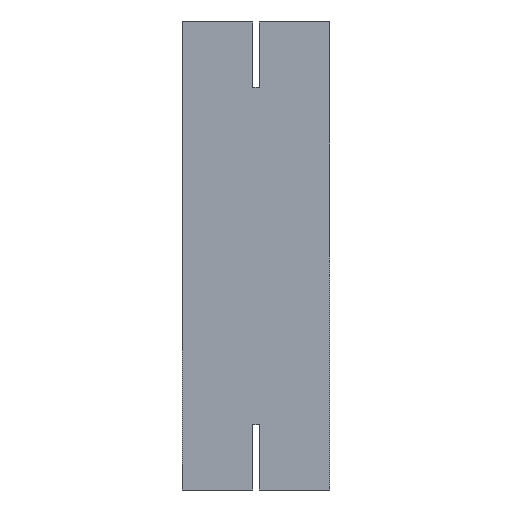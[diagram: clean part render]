
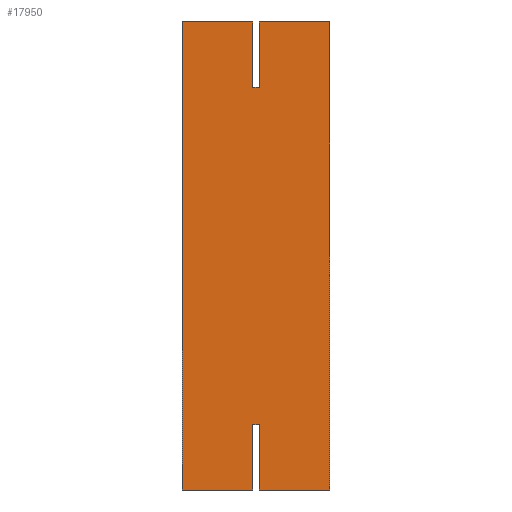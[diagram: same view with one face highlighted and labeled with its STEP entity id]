
A CAD part, left-side view. The second image highlights one B-rep face of the part: STEP entity #17950.
In plain terms, the highlighted free-form (B-spline) face has degree [1, 1] with [2, 2] control points.
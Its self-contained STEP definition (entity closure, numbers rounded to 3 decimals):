
#10 = CARTESIAN_POINT ('', (-30., 46., 100.92));
#20 = VERTEX_POINT ('', #10);
#30 = CARTESIAN_POINT ('', (-30., 44., 101.));
#40 = VERTEX_POINT ('', #30);
#50 = CARTESIAN_POINT ('', (-30., 46., 100.92));
#60 = CARTESIAN_POINT ('', (-30., 45.326, 100.974));
#70 = CARTESIAN_POINT ('', (-30., 44.659, 101.));
#80 = CARTESIAN_POINT ('', (-30., 44., 101.));
#90 = (
   BOUNDED_CURVE ()
   B_SPLINE_CURVE (3, (#50, #60, #70, #80), .UNSPECIFIED., .F., .U.)
   B_SPLINE_CURVE_WITH_KNOTS ((4, 4), (0., 1.), .UNSPECIFIED.)
   CURVE ()
   GEOMETRIC_REPRESENTATION_ITEM ()
   RATIONAL_B_SPLINE_CURVE ((0.926, 0.95, 0.974, 1.))
   REPRESENTATION_ITEM ('')
);
#100 = EDGE_CURVE ('', #20, #40, #90, .T.);
#680 = CARTESIAN_POINT ('', (-30., 42., 100.92));
#690 = VERTEX_POINT ('', #680);
#700 = CARTESIAN_POINT ('', (-30., 44., 101.));
#710 = CARTESIAN_POINT ('', (-30., 43.341, 101.));
#720 = CARTESIAN_POINT ('', (-30., 42.674, 100.974));
#730 = CARTESIAN_POINT ('', (-30., 42., 100.92));
#740 = (
   BOUNDED_CURVE ()
   B_SPLINE_CURVE (3, (#700, #710, #720, #730), .UNSPECIFIED., .F., .U.)
   B_SPLINE_CURVE_WITH_KNOTS ((4, 4), (0., 1.), .UNSPECIFIED.)
   CURVE ()
   GEOMETRIC_REPRESENTATION_ITEM ()
   RATIONAL_B_SPLINE_CURVE ((1., 0.974, 0.95, 0.926))
   REPRESENTATION_ITEM ('')
);
#750 = EDGE_CURVE ('', #40, #690, #740, .T.);
#12710 = CARTESIAN_POINT ('', (-30., 42., -100.92));
#12720 = VERTEX_POINT ('', #12710);
#12780 = CARTESIAN_POINT ('', (-30., 44., -101.));
#12790 = VERTEX_POINT ('', #12780);
#12800 = CARTESIAN_POINT ('', (-30., 42., -100.92));
#12810 = CARTESIAN_POINT ('', (-30., 42.674, -100.974));
#12820 = CARTESIAN_POINT ('', (-30., 43.341, -101.));
#12830 = CARTESIAN_POINT ('', (-30., 44., -101.));
#12840 = (
   BOUNDED_CURVE ()
   B_SPLINE_CURVE (3, (#12800, #12810, #12820, #12830), .UNSPECIFIED., .F., .U.)
   B_SPLINE_CURVE_WITH_KNOTS ((4, 4), (0., 1.), .UNSPECIFIED.)
   CURVE ()
   GEOMETRIC_REPRESENTATION_ITEM ()
   RATIONAL_B_SPLINE_CURVE ((0.926, 0.95, 0.974, 1.))
   REPRESENTATION_ITEM ('')
);
#12850 = EDGE_CURVE ('', #12720, #12790, #12840, .T.);
#12870 = CARTESIAN_POINT ('', (-30., 46., -100.92));
#12880 = VERTEX_POINT ('', #12870);
#12890 = CARTESIAN_POINT ('', (-30., 44., -101.));
#12900 = CARTESIAN_POINT ('', (-30., 44.659, -101.));
#12910 = CARTESIAN_POINT ('', (-30., 45.326, -100.974));
#12920 = CARTESIAN_POINT ('', (-30., 46., -100.92));
#12930 = (
   BOUNDED_CURVE ()
   B_SPLINE_CURVE (3, (#12890, #12900, #12910, #12920), .UNSPECIFIED., .F., .U.)
   B_SPLINE_CURVE_WITH_KNOTS ((4, 4), (0., 1.), .UNSPECIFIED.)
   CURVE ()
   GEOMETRIC_REPRESENTATION_ITEM ()
   RATIONAL_B_SPLINE_CURVE ((1., 0.974, 0.95, 0.926))
   REPRESENTATION_ITEM ('')
);
#12940 = EDGE_CURVE ('', #12790, #12880, #12930, .T.);
#14100 = CARTESIAN_POINT ('', (-30., 42., 140.));
#14110 = VERTEX_POINT ('', #14100);
#14170 = CARTESIAN_POINT ('', (-30., 0., 140.));
#14180 = VERTEX_POINT ('', #14170);
#14190 = CARTESIAN_POINT ('', (-30., 0., 140.));
#14200 = CARTESIAN_POINT ('', (-30., 42., 140.));
#14210 = B_SPLINE_CURVE_WITH_KNOTS ('', 1, (#14190, #14200), .UNSPECIFIED., .F., .U., (2, 2), (0., 1.), .UNSPECIFIED.);
#14220 = EDGE_CURVE ('', #14180, #14110, #14210, .T.);
#14390 = CARTESIAN_POINT ('', (-30., 42., 140.));
#14400 = CARTESIAN_POINT ('', (-30., 42., 100.92));
#14410 = B_SPLINE_CURVE_WITH_KNOTS ('', 1, (#14390, #14400), .UNSPECIFIED., .F., .U., (2, 2), (0., 1.), .UNSPECIFIED.);
#14420 = EDGE_CURVE ('', #14110, #690, #14410, .T.);
#15790 = CARTESIAN_POINT ('', (-30., 0., -140.));
#15800 = VERTEX_POINT ('', #15790);
#15810 = CARTESIAN_POINT ('', (-30., 0., -140.));
#15820 = CARTESIAN_POINT ('', (-30., 0., 140.));
#15830 = B_SPLINE_CURVE_WITH_KNOTS ('', 1, (#15810, #15820), .UNSPECIFIED., .F., .U., (2, 2), (0., 1.), .UNSPECIFIED.);
#15840 = EDGE_CURVE ('', #15800, #14180, #15830, .T.);
#17050 = CARTESIAN_POINT ('', (-30., 42., -140.));
#17060 = VERTEX_POINT ('', #17050);
#17120 = CARTESIAN_POINT ('', (-30., 42., -100.92));
#17130 = CARTESIAN_POINT ('', (-30., 42., -140.));
#17140 = B_SPLINE_CURVE_WITH_KNOTS ('', 1, (#17120, #17130), .UNSPECIFIED., .F., .U., (2, 2), (0., 1.), .UNSPECIFIED.);
#17150 = EDGE_CURVE ('', #12720, #17060, #17140, .T.);
#17320 = CARTESIAN_POINT ('', (-30., 42., -140.));
#17330 = CARTESIAN_POINT ('', (-30., 0., -140.));
#17340 = B_SPLINE_CURVE_WITH_KNOTS ('', 1, (#17320, #17330), .UNSPECIFIED., .F., .U., (2, 2), (0., 1.), .UNSPECIFIED.);
#17350 = EDGE_CURVE ('', #17060, #15800, #17340, .T.);
#17460 = ORIENTED_EDGE ('', *, *, #12850, .F.);
#17470 = ORIENTED_EDGE ('', *, *, #17150, .T.);
#17480 = ORIENTED_EDGE ('', *, *, #17350, .T.);
#17490 = ORIENTED_EDGE ('', *, *, #15840, .T.);
#17500 = ORIENTED_EDGE ('', *, *, #14220, .T.);
#17510 = ORIENTED_EDGE ('', *, *, #14420, .T.);
#17520 = ORIENTED_EDGE ('', *, *, #750, .F.);
#17530 = ORIENTED_EDGE ('', *, *, #100, .F.);
#17540 = CARTESIAN_POINT ('', (-30., 46., 140.));
#17550 = VERTEX_POINT ('', #17540);
#17560 = CARTESIAN_POINT ('', (-30., 46., 140.));
#17570 = CARTESIAN_POINT ('', (-30., 46., 100.92));
#17580 = B_SPLINE_CURVE_WITH_KNOTS ('', 1, (#17560, #17570), .UNSPECIFIED., .F., .U., (2, 2), (0., 1.), .UNSPECIFIED.);
#17590 = EDGE_CURVE ('', #17550, #20, #17580, .T.);
#17600 = ORIENTED_EDGE ('', *, *, #17590, .F.);
#17610 = CARTESIAN_POINT ('', (-30., 88., 140.));
#17620 = VERTEX_POINT ('', #17610);
#17630 = CARTESIAN_POINT ('', (-30., 46., 140.));
#17640 = CARTESIAN_POINT ('', (-30., 88., 140.));
#17650 = B_SPLINE_CURVE_WITH_KNOTS ('', 1, (#17630, #17640), .UNSPECIFIED., .F., .U., (2, 2), (0., 1.), .UNSPECIFIED.);
#17660 = EDGE_CURVE ('', #17550, #17620, #17650, .T.);
#17670 = ORIENTED_EDGE ('', *, *, #17660, .T.);
#17680 = CARTESIAN_POINT ('', (-30., 88., -140.));
#17690 = VERTEX_POINT ('', #17680);
#17700 = CARTESIAN_POINT ('', (-30., 88., 140.));
#17710 = CARTESIAN_POINT ('', (-30., 88., -140.));
#17720 = B_SPLINE_CURVE_WITH_KNOTS ('', 1, (#17700, #17710), .UNSPECIFIED., .F., .U., (2, 2), (0., 1.), .UNSPECIFIED.);
#17730 = EDGE_CURVE ('', #17620, #17690, #17720, .T.);
#17740 = ORIENTED_EDGE ('', *, *, #17730, .T.);
#17750 = CARTESIAN_POINT ('', (-30., 46., -140.));
#17760 = VERTEX_POINT ('', #17750);
#17770 = CARTESIAN_POINT ('', (-30., 88., -140.));
#17780 = CARTESIAN_POINT ('', (-30., 46., -140.));
#17790 = B_SPLINE_CURVE_WITH_KNOTS ('', 1, (#17770, #17780), .UNSPECIFIED., .F., .U., (2, 2), (0., 1.), .UNSPECIFIED.);
#17800 = EDGE_CURVE ('', #17690, #17760, #17790, .T.);
#17810 = ORIENTED_EDGE ('', *, *, #17800, .T.);
#17820 = CARTESIAN_POINT ('', (-30., 46., -140.));
#17830 = CARTESIAN_POINT ('', (-30., 46., -100.92));
#17840 = B_SPLINE_CURVE_WITH_KNOTS ('', 1, (#17820, #17830), .UNSPECIFIED., .F., .U., (2, 2), (0., 1.), .UNSPECIFIED.);
#17850 = EDGE_CURVE ('', #17760, #12880, #17840, .T.);
#17860 = ORIENTED_EDGE ('', *, *, #17850, .T.);
#17870 = ORIENTED_EDGE ('', *, *, #12940, .F.);
#17880 = EDGE_LOOP ('', (#17460, #17470, #17480, #17490, #17500, #17510, #17520, #17530, #17600, #17670, #17740, #17810, #17860, #17870));
#17890 = FACE_OUTER_BOUND ('', #17880, .T.);
#17900 = CARTESIAN_POINT ('', (-30., 0., -140.));
#17910 = CARTESIAN_POINT ('', (-30., 88., -140.));
#17920 = CARTESIAN_POINT ('', (-30., 0., 140.));
#17930 = CARTESIAN_POINT ('', (-30., 88., 140.));
#17940 = B_SPLINE_SURFACE_WITH_KNOTS ('', 1, 1, ((#17900, #17910), (#17920, #17930)), .UNSPECIFIED., .F., .F., .U., (2, 2), (2, 2), (0., 1.), (0., 1.), .UNSPECIFIED.);
#17950 = ADVANCED_FACE ('', (#17890), #17940, .T.);
